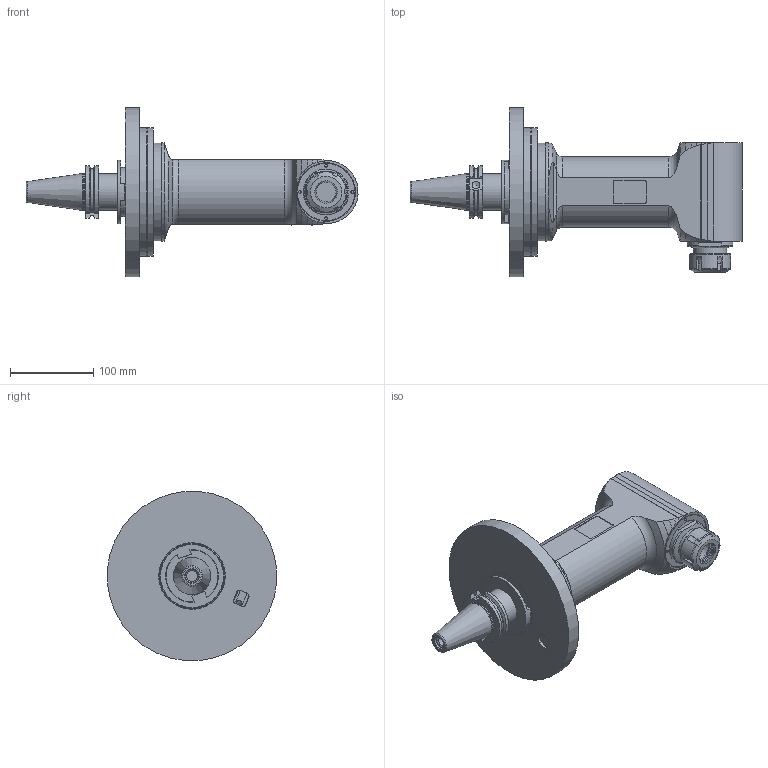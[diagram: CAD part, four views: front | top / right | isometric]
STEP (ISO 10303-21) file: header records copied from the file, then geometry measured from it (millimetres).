
FILE_DESCRIPTION(/* description */ (''),/* implementation_level */ '2;1');
FILE_NAME(/* name */ '9.F90.20L01-CAT40.stp',/* time_stamp */ '2025-03-04T14:51:19-05:00',/* author */ ('jkrenzer'),/* organization */ (''),/* preprocessor_version */ 'ST-DEVELOPER v18.1',/* originating_system */ 'Autodesk Inventor 2022',/* authorisation */ '');
FILE_SCHEMA (('AUTOMOTIVE_DESIGN { 1 0 10303 214 3 1 1 }'));
Products named in the file (4): 9.F90.20L01-CAT40; 9_F90_20L01; 9_SK_44_2  (EVO, MTC, CAT40); 9_FL_F90T2   (MTC, Universal Flange, Type 2)
Assembly tree (3 placements, depth 2):
  9.F90.20L01-CAT40
    9_F90_20L01
    9_SK_44_2  (EVO, MTC, CAT40)
    9_FL_F90T2   (MTC, Universal Flange, Type 2)
Bounding box: 399.11 x 203.37 x 203.37 mm (x, y, z)
Volume: 2671542.1 mm3; surface area: 294784.1 mm2
Topology: 5 solids, 5 shells, 368 faces, 877 edges, 574 vertices
Faces by surface type: plane 166, cylinder 106, cone 69, torus 25, sphere 2
Full cylindrical faces by diameter (mm): 2.5 x2, 3.2 x4, 6 x8, 6.4 x6, 9.525 x1, 10 x4, 10.4 x10, 12 x1, 12.5 x1, 13.376 x1, 16.281 x1, 16.8 x1, 19.4 x1, 20 x2, 24 x1, 27 x1, 29.5 x1, 35.8 x1, 38.5 x1, 40 x1, 40.6 x1, 43.85 x1, 44.45 x1, 50 x1, 55 x1, 59 x1, 66 x1, 70 x1, 76 x1, 80 x3
Entity records: 11272 total; most frequent: CARTESIAN_POINT 2614, DIRECTION 1826, ORIENTED_EDGE 1746, EDGE_CURVE 873, AXIS2_PLACEMENT_3D 741, VERTEX_POINT 578, EDGE_LOOP 451, FACE_OUTER_BOUND 368
